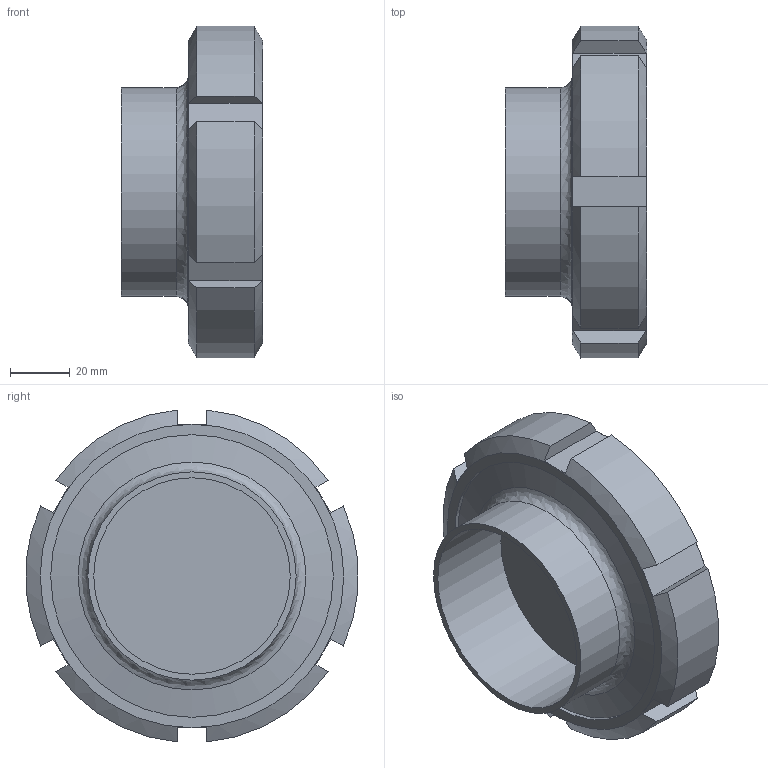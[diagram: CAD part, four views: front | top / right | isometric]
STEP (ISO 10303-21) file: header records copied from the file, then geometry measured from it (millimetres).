
FILE_DESCRIPTION((''),'2;1');
FILE_NAME('Schauglas DN065.stp','2010-12-17T12:49:07',('prost'),(''),'Autodesk Inventor 2010','Autodesk Inventor 2010','');
FILE_SCHEMA(('AUTOMOTIVE_DESIGN { 1 0 10303 214 1 1 1 1 }'));
Length unit declared in the file: millimetre
Products named in the file (1): 602009001_Schauglas DN65_Konturvereinfachung_1
Bounding box: 47.5 x 111.58 x 111.55 mm (x, y, z)
Volume: 187435.3 mm3; surface area: 55794.2 mm2
Topology: 1 solids, 1 shells, 59 faces, 133 edges, 84 vertices
Faces by surface type: plane 28, cylinder 15, cone 15, bspline 1
Full cylindrical faces by diameter (mm): 66 x2, 70 x1, 71 x1, 80 x1, 80.8 x1, 81 x1, 95 x2
Entity records: 1646 total; most frequent: CARTESIAN_POINT 398, ORIENTED_EDGE 234, DIRECTION 232, EDGE_CURVE 117, AXIS2_PLACEMENT_3D 104, VERTEX_POINT 81, EDGE_LOOP 80, STYLED_ITEM 60
